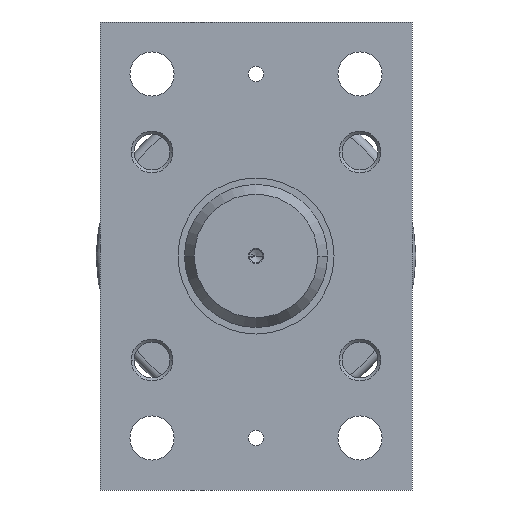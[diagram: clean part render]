
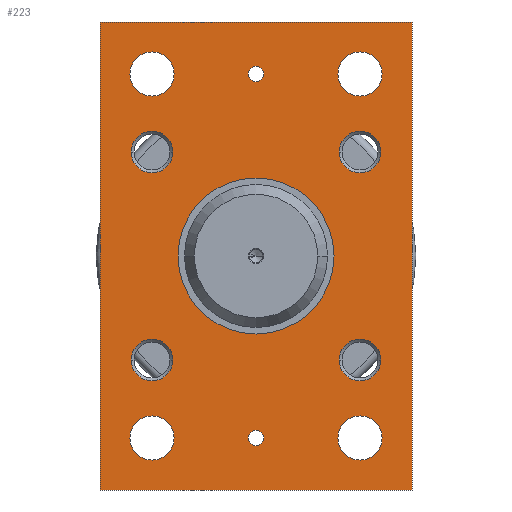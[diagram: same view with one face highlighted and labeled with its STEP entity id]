
A CAD part, left-side view. The second image highlights one B-rep face of the part: STEP entity #223.
In plain terms, the highlighted planar face has unit normal (-1, 0, 0).
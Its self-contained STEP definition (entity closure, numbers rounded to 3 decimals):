
#223=ADVANCED_FACE('',(#470,#471,#472,#473,#474,#475,#476,#477,#478,#479,#480,#481),#482,.F.);
#470=FACE_BOUND('',#736,.T.);
#471=FACE_BOUND('',#737,.T.);
#472=FACE_BOUND('',#738,.T.);
#473=FACE_BOUND('',#739,.T.);
#474=FACE_BOUND('',#740,.T.);
#475=FACE_BOUND('',#741,.T.);
#476=FACE_BOUND('',#742,.T.);
#477=FACE_BOUND('',#743,.T.);
#478=FACE_BOUND('',#744,.T.);
#479=FACE_BOUND('',#745,.T.);
#480=FACE_BOUND('',#746,.T.);
#481=FACE_OUTER_BOUND('',#747,.T.);
#482=PLANE('',#748);
#736=EDGE_LOOP('',(#1314,#1315));
#737=EDGE_LOOP('',(#1316,#1317));
#738=EDGE_LOOP('',(#1318,#1319));
#739=EDGE_LOOP('',(#1320,#1321));
#740=EDGE_LOOP('',(#1322,#1323));
#741=EDGE_LOOP('',(#1324,#1325));
#742=EDGE_LOOP('',(#1326,#1327));
#743=EDGE_LOOP('',(#1328,#1329));
#744=EDGE_LOOP('',(#1330,#1331));
#745=EDGE_LOOP('',(#1332,#1333));
#746=EDGE_LOOP('',(#1334,#1335));
#747=EDGE_LOOP('',(#1336,#1337,#1338,#1339));
#748=AXIS2_PLACEMENT_3D('',#1340,#1341,#1342);
#1314=ORIENTED_EDGE('',*,*,#1574,.T.);
#1315=ORIENTED_EDGE('',*,*,#1701,.T.);
#1316=ORIENTED_EDGE('',*,*,#1702,.T.);
#1317=ORIENTED_EDGE('',*,*,#1691,.T.);
#1318=ORIENTED_EDGE('',*,*,#1483,.T.);
#1319=ORIENTED_EDGE('',*,*,#1694,.T.);
#1320=ORIENTED_EDGE('',*,*,#1621,.T.);
#1321=ORIENTED_EDGE('',*,*,#1610,.T.);
#1322=ORIENTED_EDGE('',*,*,#1703,.T.);
#1323=ORIENTED_EDGE('',*,*,#1688,.T.);
#1324=ORIENTED_EDGE('',*,*,#1667,.T.);
#1325=ORIENTED_EDGE('',*,*,#1617,.T.);
#1326=ORIENTED_EDGE('',*,*,#1546,.T.);
#1327=ORIENTED_EDGE('',*,*,#1498,.T.);
#1328=ORIENTED_EDGE('',*,*,#1603,.T.);
#1329=ORIENTED_EDGE('',*,*,#1660,.T.);
#1330=ORIENTED_EDGE('',*,*,#1563,.T.);
#1331=ORIENTED_EDGE('',*,*,#1696,.T.);
#1332=ORIENTED_EDGE('',*,*,#1672,.T.);
#1333=ORIENTED_EDGE('',*,*,#1677,.T.);
#1334=ORIENTED_EDGE('',*,*,#1554,.T.);
#1335=ORIENTED_EDGE('',*,*,#1471,.T.);
#1336=ORIENTED_EDGE('',*,*,#1501,.T.);
#1337=ORIENTED_EDGE('',*,*,#1635,.T.);
#1338=ORIENTED_EDGE('',*,*,#1704,.T.);
#1339=ORIENTED_EDGE('',*,*,#1646,.T.);
#1340=CARTESIAN_POINT('',(-20.0,0.0,0.0));
#1341=DIRECTION('',(1.0,0.0,0.));
#1342=DIRECTION('',(0.,0.0,-1.0));
#1471=EDGE_CURVE('',#1727,#1731,#1733,.T.);
#1483=EDGE_CURVE('',#1749,#1753,#1755,.T.);
#1498=EDGE_CURVE('',#1776,#1780,#1782,.T.);
#1501=EDGE_CURVE('',#1787,#1785,#1788,.T.);
#1546=EDGE_CURVE('',#1780,#1776,#1862,.T.);
#1554=EDGE_CURVE('',#1731,#1727,#1874,.T.);
#1563=EDGE_CURVE('',#1888,#1886,#1889,.T.);
#1574=EDGE_CURVE('',#1902,#1906,#1908,.T.);
#1603=EDGE_CURVE('',#1949,#1947,#1950,.T.);
#1610=EDGE_CURVE('',#1958,#1956,#1959,.T.);
#1617=EDGE_CURVE('',#1964,#1966,#1968,.T.);
#1621=EDGE_CURVE('',#1956,#1958,#1972,.T.);
#1635=EDGE_CURVE('',#1785,#1988,#1990,.T.);
#1646=EDGE_CURVE('',#2003,#1787,#2004,.T.);
#1660=EDGE_CURVE('',#1947,#1949,#2023,.T.);
#1667=EDGE_CURVE('',#1966,#1964,#2030,.T.);
#1672=EDGE_CURVE('',#2036,#2034,#2037,.T.);
#1677=EDGE_CURVE('',#2034,#2036,#2042,.T.);
#1688=EDGE_CURVE('',#2053,#2055,#2057,.T.);
#1691=EDGE_CURVE('',#2061,#2059,#2062,.T.);
#1694=EDGE_CURVE('',#1753,#1749,#2065,.T.);
#1696=EDGE_CURVE('',#1886,#1888,#2067,.T.);
#1701=EDGE_CURVE('',#1906,#1902,#2072,.T.);
#1702=EDGE_CURVE('',#2059,#2061,#2073,.T.);
#1703=EDGE_CURVE('',#2055,#2053,#2074,.T.);
#1704=EDGE_CURVE('',#1988,#2003,#2075,.T.);
#1727=VERTEX_POINT('',#2099);
#1731=VERTEX_POINT('',#2104);
#1733=CIRCLE('',#2107,30.0);
#1749=VERTEX_POINT('',#2125);
#1753=VERTEX_POINT('',#2130);
#1755=CIRCLE('',#2133,8.0);
#1776=VERTEX_POINT('',#2158);
#1780=VERTEX_POINT('',#2163);
#1782=CIRCLE('',#2166,8.5);
#1785=VERTEX_POINT('',#2169);
#1787=VERTEX_POINT('',#2172);
#1788=LINE('',#2173,#2174);
#1862=CIRCLE('',#2261,8.5);
#1874=CIRCLE('',#2273,30.0);
#1886=VERTEX_POINT('',#2287);
#1888=VERTEX_POINT('',#2290);
#1889=CIRCLE('',#2291,8.5);
#1902=VERTEX_POINT('',#2305);
#1906=VERTEX_POINT('',#2310);
#1908=CIRCLE('',#2313,8.0);
#1947=VERTEX_POINT('',#2360);
#1949=VERTEX_POINT('',#2363);
#1950=CIRCLE('',#2364,8.5);
#1956=VERTEX_POINT('',#2371);
#1958=VERTEX_POINT('',#2374);
#1959=CIRCLE('',#2375,8.0);
#1964=VERTEX_POINT('',#2381);
#1966=VERTEX_POINT('',#2384);
#1968=CIRCLE('',#2387,3.0);
#1972=CIRCLE('',#2391,8.0);
#1988=VERTEX_POINT('',#2411);
#1990=LINE('',#2414,#2415);
#2003=VERTEX_POINT('',#2432);
#2004=LINE('',#2433,#2434);
#2023=CIRCLE('',#2454,8.5);
#2030=CIRCLE('',#2463,3.0);
#2034=VERTEX_POINT('',#2467);
#2036=VERTEX_POINT('',#2470);
#2037=CIRCLE('',#2471,8.5);
#2042=CIRCLE('',#2477,8.5);
#2053=VERTEX_POINT('',#2492);
#2055=VERTEX_POINT('',#2495);
#2057=CIRCLE('',#2498,3.0);
#2059=VERTEX_POINT('',#2500);
#2061=VERTEX_POINT('',#2503);
#2062=CIRCLE('',#2504,8.0);
#2065=CIRCLE('',#2508,8.0);
#2067=CIRCLE('',#2510,8.5);
#2072=CIRCLE('',#2515,8.0);
#2073=CIRCLE('',#2516,8.0);
#2074=CIRCLE('',#2517,3.0);
#2075=LINE('',#2518,#2519);
#2099=CARTESIAN_POINT('',(-20.0,0.,-30.0));
#2104=CARTESIAN_POINT('',(-20.0,0.,30.0));
#2107=AXIS2_PLACEMENT_3D('',#2546,#2547,#2548);
#2125=CARTESIAN_POINT('',(-20.0,48.0,40.0));
#2130=CARTESIAN_POINT('',(-20.0,32.0,40.0));
#2133=AXIS2_PLACEMENT_3D('',#2568,#2569,#2570);
#2158=CARTESIAN_POINT('',(-20.0,40.0,-78.5));
#2163=CARTESIAN_POINT('',(-20.0,40.0,-61.5));
#2166=AXIS2_PLACEMENT_3D('',#2592,#2593,#2594);
#2169=CARTESIAN_POINT('',(-20.0,-60.0,-90.0));
#2172=CARTESIAN_POINT('',(-20.0,60.0,-90.0));
#2173=CARTESIAN_POINT('',(-20.0,0.0,-90.0));
#2174=VECTOR('',#2596,1.0);
#2261=AXIS2_PLACEMENT_3D('',#2685,#2686,#2687);
#2273=AXIS2_PLACEMENT_3D('',#2703,#2704,#2705);
#2287=CARTESIAN_POINT('',(-20.0,40.0,61.5));
#2290=CARTESIAN_POINT('',(-20.0,40.0,78.5));
#2291=AXIS2_PLACEMENT_3D('',#2718,#2719,#2720);
#2305=CARTESIAN_POINT('',(-20.0,48.0,-40.0));
#2310=CARTESIAN_POINT('',(-20.0,32.0,-40.0));
#2313=AXIS2_PLACEMENT_3D('',#2739,#2740,#2741);
#2360=CARTESIAN_POINT('',(-20.0,-40.0,-78.5));
#2363=CARTESIAN_POINT('',(-20.0,-40.0,-61.5));
#2364=AXIS2_PLACEMENT_3D('',#2784,#2785,#2786);
#2371=CARTESIAN_POINT('',(-20.0,-32.0,40.0));
#2374=CARTESIAN_POINT('',(-20.0,-48.0,40.0));
#2375=AXIS2_PLACEMENT_3D('',#2795,#2796,#2797);
#2381=CARTESIAN_POINT('',(-20.0,0.,67.0));
#2384=CARTESIAN_POINT('',(-20.0,0.,73.0));
#2387=AXIS2_PLACEMENT_3D('',#2804,#2805,#2806);
#2391=AXIS2_PLACEMENT_3D('',#2810,#2811,#2812);
#2411=CARTESIAN_POINT('',(-20.0,-60.0,90.0));
#2414=CARTESIAN_POINT('',(-20.0,-60.0,0.0));
#2415=VECTOR('',#2827,1.0);
#2432=CARTESIAN_POINT('',(-20.0,60.0,90.0));
#2433=CARTESIAN_POINT('',(-20.0,60.0,0.0));
#2434=VECTOR('',#2841,1.0);
#2454=AXIS2_PLACEMENT_3D('',#2867,#2868,#2869);
#2463=AXIS2_PLACEMENT_3D('',#2878,#2879,#2880);
#2467=CARTESIAN_POINT('',(-20.0,-40.0,61.5));
#2470=CARTESIAN_POINT('',(-20.0,-40.0,78.5));
#2471=AXIS2_PLACEMENT_3D('',#2882,#2883,#2884);
#2477=AXIS2_PLACEMENT_3D('',#2886,#2887,#2888);
#2492=CARTESIAN_POINT('',(-20.0,0.,-73.0));
#2495=CARTESIAN_POINT('',(-20.0,0.,-67.0));
#2498=AXIS2_PLACEMENT_3D('',#2898,#2899,#2900);
#2500=CARTESIAN_POINT('',(-20.0,-32.0,-40.0));
#2503=CARTESIAN_POINT('',(-20.0,-48.0,-40.0));
#2504=AXIS2_PLACEMENT_3D('',#2902,#2903,#2904);
#2508=AXIS2_PLACEMENT_3D('',#2906,#2907,#2908);
#2510=AXIS2_PLACEMENT_3D('',#2909,#2910,#2911);
#2515=AXIS2_PLACEMENT_3D('',#2915,#2916,#2917);
#2516=AXIS2_PLACEMENT_3D('',#2918,#2919,#2920);
#2517=AXIS2_PLACEMENT_3D('',#2921,#2922,#2923);
#2518=CARTESIAN_POINT('',(-20.0,0.0,90.0));
#2519=VECTOR('',#2924,1.0);
#2546=CARTESIAN_POINT('',(-20.0,0.0,0.0));
#2547=DIRECTION('',(1.0,0.0,0.));
#2548=DIRECTION('',(0.,0.0,-1.0));
#2568=CARTESIAN_POINT('',(-20.0,40.0,40.0));
#2569=DIRECTION('',(1.0,-0.0,0.));
#2570=DIRECTION('',(0.0,1.0,0.0));
#2592=CARTESIAN_POINT('',(-20.0,40.0,-70.0));
#2593=DIRECTION('',(1.0,0.0,0.));
#2594=DIRECTION('',(0.,0.0,-1.0));
#2596=DIRECTION('',(0.0,-1.0,0.0));
#2685=CARTESIAN_POINT('',(-20.0,40.0,-70.0));
#2686=DIRECTION('',(1.0,0.0,0.));
#2687=DIRECTION('',(0.,0.0,-1.0));
#2703=CARTESIAN_POINT('',(-20.0,0.0,0.0));
#2704=DIRECTION('',(1.0,0.0,0.));
#2705=DIRECTION('',(0.,0.0,-1.0));
#2718=CARTESIAN_POINT('',(-20.0,40.0,70.0));
#2719=DIRECTION('',(1.0,0.0,0.));
#2720=DIRECTION('',(0.,0.0,-1.0));
#2739=CARTESIAN_POINT('',(-20.0,40.0,-40.0));
#2740=DIRECTION('',(1.0,-0.0,0.));
#2741=DIRECTION('',(0.0,1.0,0.0));
#2784=CARTESIAN_POINT('',(-20.0,-40.0,-70.0));
#2785=DIRECTION('',(1.0,0.0,0.));
#2786=DIRECTION('',(0.,0.0,-1.0));
#2795=CARTESIAN_POINT('',(-20.0,-40.0,40.0));
#2796=DIRECTION('',(1.0,-0.0,0.));
#2797=DIRECTION('',(0.0,1.0,0.0));
#2804=CARTESIAN_POINT('',(-20.0,0.0,70.0));
#2805=DIRECTION('',(1.0,0.0,0.));
#2806=DIRECTION('',(0.,0.0,-1.0));
#2810=CARTESIAN_POINT('',(-20.0,-40.0,40.0));
#2811=DIRECTION('',(1.0,-0.0,0.));
#2812=DIRECTION('',(0.0,1.0,0.0));
#2827=DIRECTION('',(0.,0.0,1.0));
#2841=DIRECTION('',(0.,0.0,-1.0));
#2867=CARTESIAN_POINT('',(-20.0,-40.0,-70.0));
#2868=DIRECTION('',(1.0,0.0,0.));
#2869=DIRECTION('',(0.,0.0,-1.0));
#2878=CARTESIAN_POINT('',(-20.0,0.0,70.0));
#2879=DIRECTION('',(1.0,0.0,0.));
#2880=DIRECTION('',(0.,0.0,-1.0));
#2882=CARTESIAN_POINT('',(-20.0,-40.0,70.0));
#2883=DIRECTION('',(1.0,0.0,0.));
#2884=DIRECTION('',(0.,0.0,-1.0));
#2886=CARTESIAN_POINT('',(-20.0,-40.0,70.0));
#2887=DIRECTION('',(1.0,0.0,0.));
#2888=DIRECTION('',(0.,0.0,-1.0));
#2898=CARTESIAN_POINT('',(-20.0,0.0,-70.0));
#2899=DIRECTION('',(1.0,0.0,0.));
#2900=DIRECTION('',(0.,0.0,-1.0));
#2902=CARTESIAN_POINT('',(-20.0,-40.0,-40.0));
#2903=DIRECTION('',(1.0,-0.0,0.));
#2904=DIRECTION('',(0.0,1.0,0.0));
#2906=CARTESIAN_POINT('',(-20.0,40.0,40.0));
#2907=DIRECTION('',(1.0,-0.0,0.));
#2908=DIRECTION('',(0.0,1.0,0.0));
#2909=CARTESIAN_POINT('',(-20.0,40.0,70.0));
#2910=DIRECTION('',(1.0,0.0,0.));
#2911=DIRECTION('',(0.,0.0,-1.0));
#2915=CARTESIAN_POINT('',(-20.0,40.0,-40.0));
#2916=DIRECTION('',(1.0,-0.0,0.));
#2917=DIRECTION('',(0.0,1.0,0.0));
#2918=CARTESIAN_POINT('',(-20.0,-40.0,-40.0));
#2919=DIRECTION('',(1.0,-0.0,0.));
#2920=DIRECTION('',(0.0,1.0,0.0));
#2921=CARTESIAN_POINT('',(-20.0,0.0,-70.0));
#2922=DIRECTION('',(1.0,0.0,0.));
#2923=DIRECTION('',(0.,0.0,-1.0));
#2924=DIRECTION('',(0.0,1.0,0.0));
